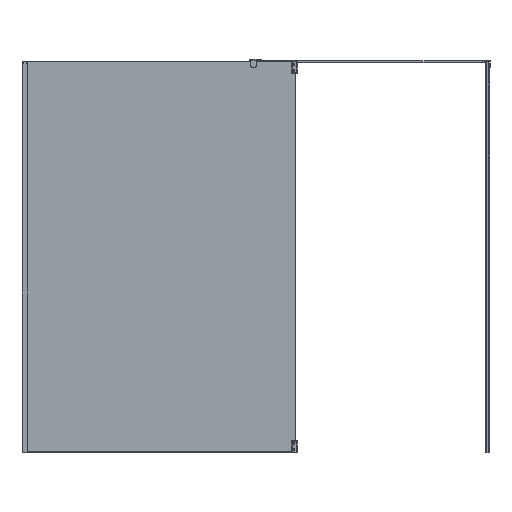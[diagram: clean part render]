
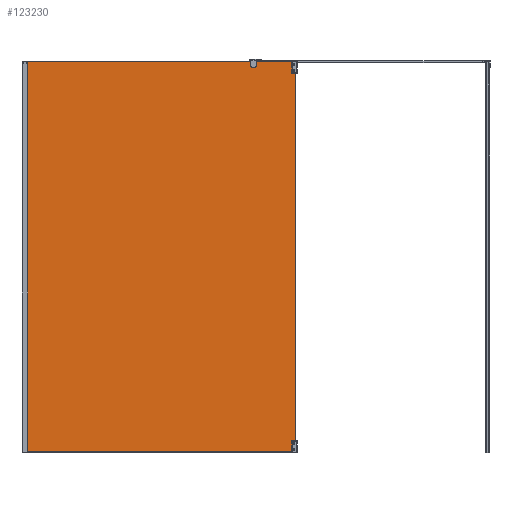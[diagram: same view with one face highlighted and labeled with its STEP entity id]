
A CAD part, top view. The second image highlights one B-rep face of the part: STEP entity #123230.
In plain terms, the highlighted planar face has unit normal (0, 0, 1).
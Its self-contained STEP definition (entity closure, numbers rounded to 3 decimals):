
#15998 = CARTESIAN_POINT ( 'NONE',  ( 1., 1997., 10. ) ) ;
#15999 = DIRECTION ( 'NONE',  ( 0., 1., 0. ) ) ;
#16004 = DIRECTION ( 'NONE',  ( 0., -1., 0. ) ) ;
#16016 = CARTESIAN_POINT ( 'NONE',  ( 1394., 1997., 10. ) ) ;
#16073 = DIRECTION ( 'NONE',  ( -1., 0., 0. ) ) ;
#16111 = CARTESIAN_POINT ( 'NONE',  ( 0., 1996., 10. ) ) ;
#16206 = CARTESIAN_POINT ( 'NONE',  ( 0., 1., 10. ) ) ;
#16257 = DIRECTION ( 'NONE',  ( 1., 0., 0. ) ) ;
#27419 = ORIENTED_EDGE ( 'NONE', *, *, #63443, .T. ) ;
#27482 = ORIENTED_EDGE ( 'NONE', *, *, #63240, .T. ) ;
#43949 = CARTESIAN_POINT ( 'NONE',  ( 1394., 1996., 10. ) ) ;
#44032 = CARTESIAN_POINT ( 'NONE',  ( 1394., 1., 10. ) ) ;
#44055 = CARTESIAN_POINT ( 'NONE',  ( 1., 1., 10. ) ) ;
#44118 = CARTESIAN_POINT ( 'NONE',  ( 1., 1996., 10. ) ) ;
#52172 = AXIS2_PLACEMENT_3D ( 'NONE', #112372, #112571, #112524 ) ;
#60524 = EDGE_LOOP ( 'NONE', ( #89421, #89499, #27482, #27419 ) ) ;
#63240 = EDGE_CURVE ( 'NONE', #68278, #68229, #119879, .T. ) ;
#63287 = EDGE_CURVE ( 'NONE', #68239, #68236, #120098, .T. ) ;
#63306 = EDGE_CURVE ( 'NONE', #68236, #68278, #120103, .T. ) ;
#63443 = EDGE_CURVE ( 'NONE', #68229, #68239, #120349, .T. ) ;
#68229 = VERTEX_POINT ( 'NONE', #44055 ) ;
#68236 = VERTEX_POINT ( 'NONE', #43949 ) ;
#68239 = VERTEX_POINT ( 'NONE', #44032 ) ;
#68278 = VERTEX_POINT ( 'NONE', #44118 ) ;
#83697 = FACE_OUTER_BOUND ( 'NONE', #60524, .T. ) ;
#89421 = ORIENTED_EDGE ( 'NONE', *, *, #63287, .T. ) ;
#89499 = ORIENTED_EDGE ( 'NONE', *, *, #63306, .T. ) ;
#112369 = PLANE ( 'NONE',  #52172 ) ;
#112372 = CARTESIAN_POINT ( 'NONE',  ( 0., 1997., 10. ) ) ;
#112524 = DIRECTION ( 'NONE',  ( -1., 0., 0. ) ) ;
#112571 = DIRECTION ( 'NONE',  ( 0., 0., -1. ) ) ;
#119839 = VECTOR ( 'NONE', #16004, 1000. ) ;
#119879 = LINE ( 'NONE', #15998, #119839 ) ;
#119916 = VECTOR ( 'NONE', #15999, 1000. ) ;
#119950 = VECTOR ( 'NONE', #16073, 1000. ) ;
#120098 = LINE ( 'NONE', #16016, #119916 ) ;
#120103 = LINE ( 'NONE', #16111, #119950 ) ;
#120349 = LINE ( 'NONE', #16206, #120472 ) ;
#120472 = VECTOR ( 'NONE', #16257, 1000. ) ;
#123230 = ADVANCED_FACE ( 'NONE', ( #83697 ), #112369, .F. ) ;
